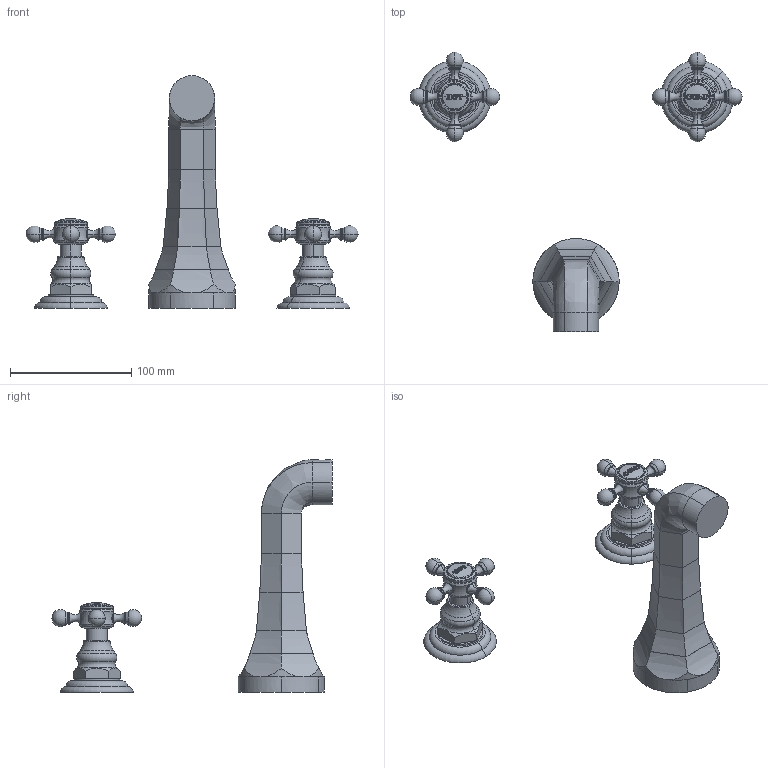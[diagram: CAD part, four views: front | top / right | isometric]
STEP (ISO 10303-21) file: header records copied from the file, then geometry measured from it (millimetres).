
FILE_DESCRIPTION((''),'2;1');
FILE_NAME('3-925_SW0002','2020-12-01T09:43:08',('rsmith'),(''),'CREO PARAMETRIC BY PTC INC, 2018400','CREO PARAMETRIC BY PTC INC, 2018400','');
FILE_SCHEMA(('AUTOMOTIVE_DESIGN { 1 0 10303 214 1 1 1 1 }'));
Length unit declared in the file: inch
Products named in the file (1): 3-925_SW0002
Bounding box: 274.04 x 231.2 x 192.07 mm (x, y, z)
Volume: 442696.6 mm3; surface area: 65498.5 mm2
Topology: 3 solids, 5 shells, 475 faces, 1111 edges, 652 vertices
Faces by surface type: plane 129, cylinder 104, torus 100, cone 52, bspline 50, sphere 32, extrusion 8
Entity records: 24742 total; most frequent: CARTESIAN_POINT 7925, DIRECTION 2317, ORIENTED_EDGE 2182, PRESENTATION_STYLE_ASSIGNMENT 1478, STYLED_ITEM 1098, CURVE_STYLE 1091, EDGE_CURVE 1091, AXIS2_PLACEMENT_3D 1000
